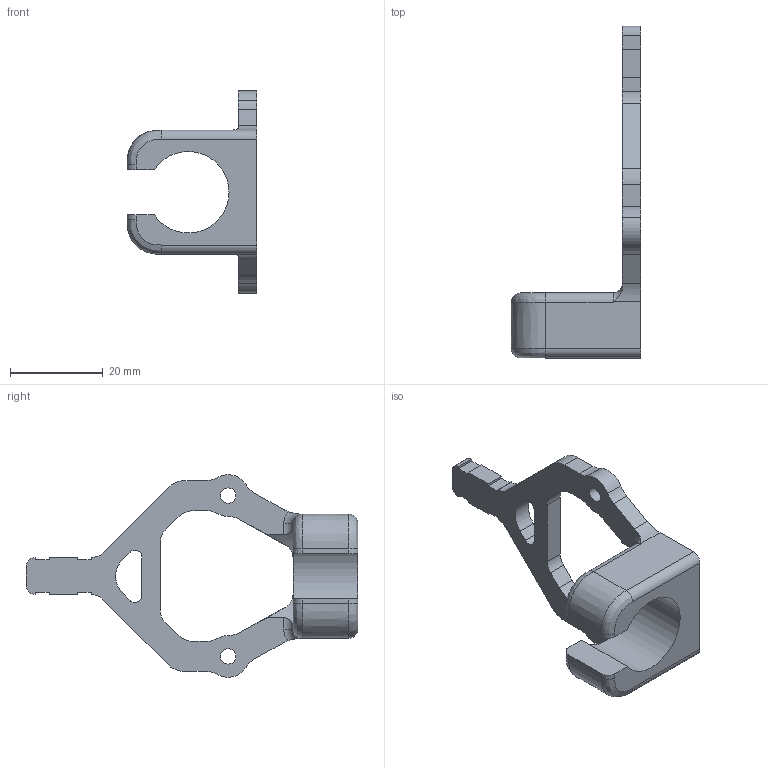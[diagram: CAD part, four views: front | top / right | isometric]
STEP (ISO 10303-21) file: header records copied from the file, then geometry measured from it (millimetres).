
FILE_DESCRIPTION(/* description */ (''),/* implementation_level */ '2;1');
FILE_NAME(/* name */ 'Inductive Sensor Mount M18.stp',/* time_stamp */ '2016-06-20T02:18:43-07:00',/* author */ (''),/* organization */ (''),/* preprocessor_version */ 'ST-DEVELOPER v16.5',/* originating_system */ 'Autodesk Translation Framework v5.0.0.3310',/* authorisation */ '');
FILE_SCHEMA (('AUTOMOTIVE_DESIGN { 1 0 10303 214 3 1 1 }'));
Length unit declared in the file: centimetre
Products named in the file (1): Inductive Sensor Mount v2
Bounding box: 28 x 71.61 x 43.7 mm (x, y, z)
Volume: 9159.2 mm3; surface area: 5467.1 mm2
Topology: 1 solids, 1 shells, 94 faces, 269 edges, 176 vertices
Faces by surface type: cylinder 44, plane 42, bspline 6, torus 2
Full cylindrical faces by diameter (mm): 3.3 x2
Entity records: 3514 total; most frequent: CARTESIAN_POINT 986, ORIENTED_EDGE 534, DIRECTION 515, EDGE_CURVE 267, VERTEX_POINT 176, AXIS2_PLACEMENT_3D 175, LINE 165, VECTOR 165
